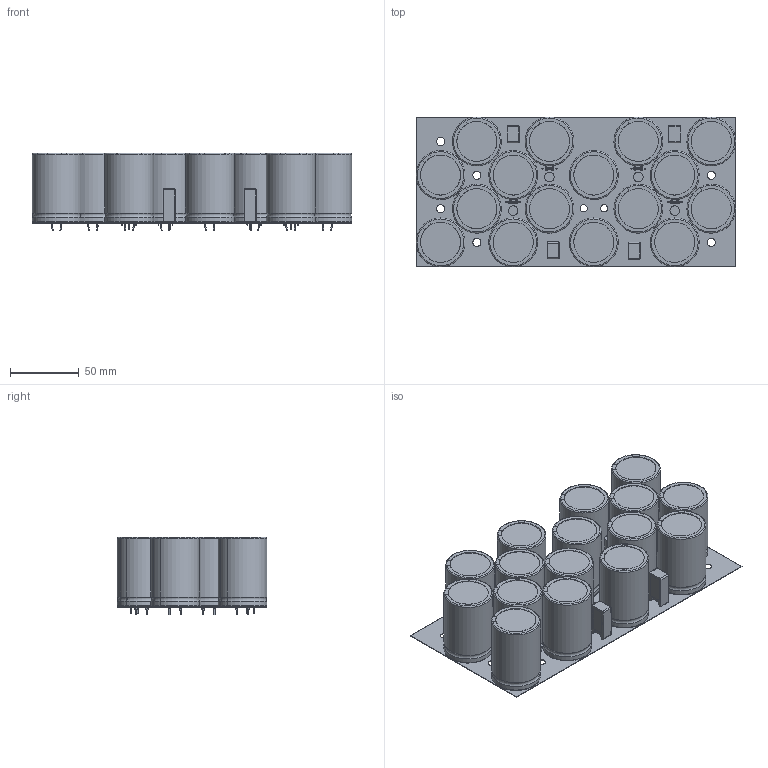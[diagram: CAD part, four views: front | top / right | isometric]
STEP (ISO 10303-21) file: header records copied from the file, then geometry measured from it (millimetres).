
FILE_DESCRIPTION(('Open CASCADE Model'),'2;1');
FILE_NAME('Open CASCADE Shape Model','2023-05-10T22:28:58',('Author'),( 'Open CASCADE'),'Open CASCADE STEP processor 7.5','Open CASCADE 7.5' ,'Unknown');
FILE_SCHEMA(('AUTOMOTIVE_DESIGN { 1 0 10303 214 1 1 1 1 }'));
Length unit declared in the file: millimetre
Products named in the file (38): PCB; Board; Open CASCADE STEP translator 7.5 2.1.1; R8; Widerstand_1k; R7; R6; R5; N4; 6329083248; Cylinder; N3; 6321625632; N2; N1; C16; Capacitor Electrolytic Snap-Cap 1.4 w x 2.0 h; C15; C14; C13; R4; User Library-Cement Power Resistor SQM-03 3W; R3; R2; R1; C12; C11; C10; C9; C8; C7; C6; C5; C4; C3; C2; C1
Assembly tree (60 placements, depth 4):
  PCB
    Board
      Open CASCADE STEP translator 7.5 2.1.1
    R8
      Widerstand_1k
    R7
      Widerstand_1k
    R6
      Widerstand_1k
    R5
      Widerstand_1k
    N4
      6329083248
        Cylinder
    N3
      6321625632
        Cylinder
    N2
      6329083248
        Cylinder
    N1
      6321625632
        Cylinder
    C16
      Capacitor Electrolytic Snap-Cap 1.4 w x 2.0 h
    C15
      Capacitor Electrolytic Snap-Cap 1.4 w x 2.0 h
    C14
      Capacitor Electrolytic Snap-Cap 1.4 w x 2.0 h
    C13
      Capacitor Electrolytic Snap-Cap 1.4 w x 2.0 h
    R4
      User Library-Cement Power Resistor SQM-03 3W
    R3
      User Library-Cement Power Resistor SQM-03 3W
    R2
      User Library-Cement Power Resistor SQM-03 3W
    R1
      User Library-Cement Power Resistor SQM-03 3W
    C12
      Capacitor Electrolytic Snap-Cap 1.4 w x 2.0 h
    C11
      Capacitor Electrolytic Snap-Cap 1.4 w x 2.0 h
    C10
      Capacitor Electrolytic Snap-Cap 1.4 w x 2.0 h
    C9
      Capacitor Electrolytic Snap-Cap 1.4 w x 2.0 h
    C8
      Capacitor Electrolytic Snap-Cap 1.4 w x 2.0 h
    C7
      Capacitor Electrolytic Snap-Cap 1.4 w x 2.0 h
    C6
      Capacitor Electrolytic Snap-Cap 1.4 w x 2.0 h
    C5
      Capacitor Electrolytic Snap-Cap 1.4 w x 2.0 h
    C4
      Capacitor Electrolytic Snap-Cap 1.4 w x 2.0 h
    C3
      Capacitor Electrolytic Snap-Cap 1.4 w x 2.0 h
    C2
Bounding box: 233.11 x 109.35 x 56.52 mm (x, y, z)
Volume: 807585.4 mm3; surface area: 185235.2 mm2
Topology: 29 solids, 29 shells, 2166 faces, 5536 edges, 3576 vertices
Faces by surface type: plane 1186, cylinder 424, bspline 340, torus 144, revolution 64, cone 8
Full cylindrical faces by diameter (mm): 0.608 x24, 0.8 x8, 0.9 x8, 1 x8, 1.596 x12, 1.646 x16, 1.7 x32, 2.25 x4, 2.3 x12, 4.192 x32, 5.25 x2, 6 x6, 7 x4, 29.21 x32
Entity records: 16338 total; most frequent: CARTESIAN_POINT 3872, ORIENTED_EDGE 2038, DIRECTION 1874, EDGE_CURVE 1019, VERTEX_POINT 668, AXIS2_PLACEMENT_3D 649, LINE 560, VECTOR 560
